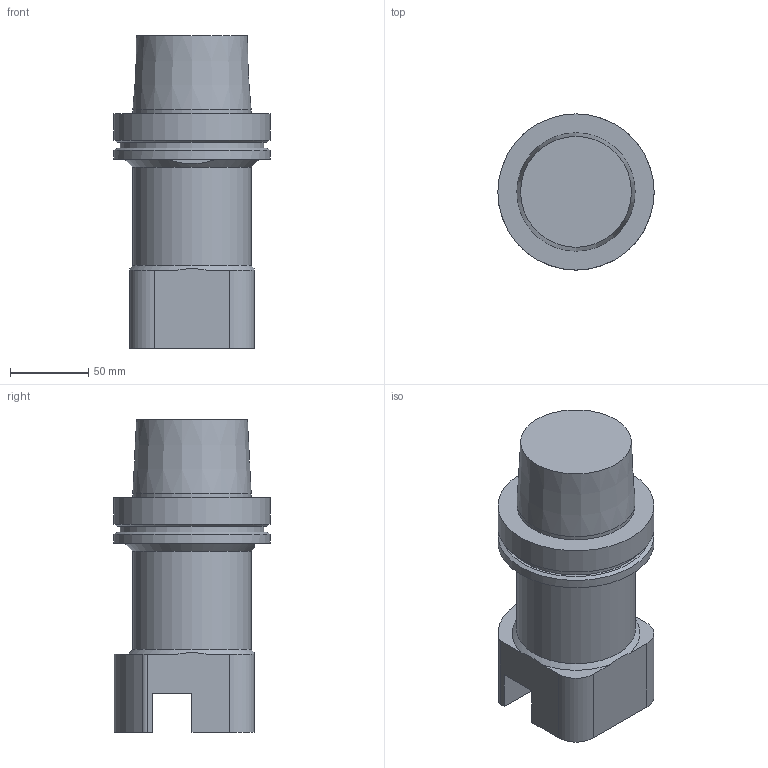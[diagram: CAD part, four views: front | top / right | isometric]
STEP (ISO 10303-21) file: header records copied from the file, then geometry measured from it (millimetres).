
FILE_DESCRIPTION((''),'1');
FILE_NAME('HSK-T100-90-BH25N-150.stp','2015-02-10T04:05:36',(''),(''),'Spatial Interop R21 SP3','Kubotek KeyCreator 2011 V10.0.2 (22737)',' ');
FILE_SCHEMA(('automotive_design'));
Length unit declared in the file: millimetre
Products named in the file (1): Unnamed[1]
Bounding box: 100 x 100 x 200 mm (x, y, z)
Volume: 1041025.4 mm3; surface area: 75275.1 mm2
Topology: 1 solids, 1 shells, 32 faces, 75 edges, 49 vertices
Faces by surface type: plane 17, cylinder 10, cone 5
Full cylindrical faces by diameter (mm): 75.75 x1, 76 x1, 92 x1, 100 x2
Entity records: 1564 total; most frequent: DIRECTION 152, CARTESIAN_POINT 149, PRESENTATION_STYLE_ASSIGNMENT 128, COLOUR_RGB 128, ORIENTED_EDGE 124, STYLED_ITEM 95, CURVE_STYLE 95, DRAUGHTING_PRE_DEFINED_CURVE_FONT 95
